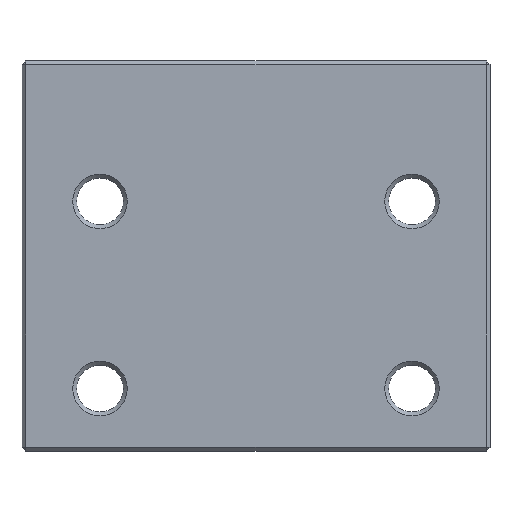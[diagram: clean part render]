
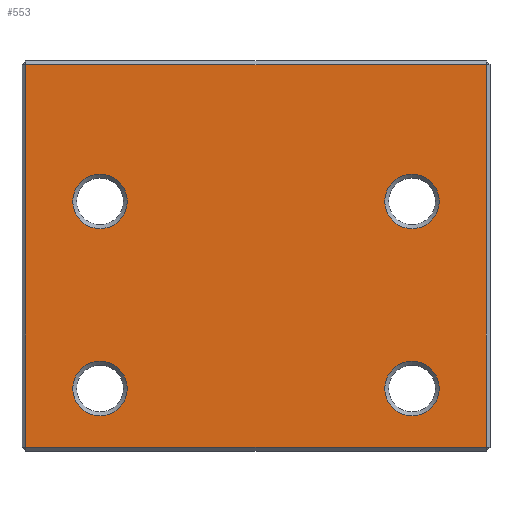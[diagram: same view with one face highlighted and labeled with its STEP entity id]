
A CAD part, top view. The second image highlights one B-rep face of the part: STEP entity #553.
In plain terms, the highlighted planar face has unit normal (0, 0, 1).
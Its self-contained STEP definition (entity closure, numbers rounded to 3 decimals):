
#19=FACE_BOUND('',#100,.T.);
#20=FACE_BOUND('',#101,.T.);
#21=FACE_BOUND('',#102,.T.);
#22=FACE_BOUND('',#103,.T.);
#24=PLANE('',#612);
#57=FACE_OUTER_BOUND('',#99,.T.);
#99=EDGE_LOOP('',(#409,#410,#411,#412));
#100=EDGE_LOOP('',(#413));
#101=EDGE_LOOP('',(#414));
#102=EDGE_LOOP('',(#415));
#103=EDGE_LOOP('',(#416));
#144=LINE('',#858,#204);
#145=LINE('',#860,#205);
#146=LINE('',#862,#206);
#147=LINE('',#863,#207);
#204=VECTOR('',#688,10.);
#205=VECTOR('',#689,10.);
#206=VECTOR('',#690,10.);
#207=VECTOR('',#691,10.);
#263=CIRCLE('',#611,3.5);
#264=CIRCLE('',#613,3.5);
#265=CIRCLE('',#614,3.5);
#266=CIRCLE('',#615,3.5);
#283=VERTEX_POINT('',#852);
#284=VERTEX_POINT('',#856);
#285=VERTEX_POINT('',#857);
#286=VERTEX_POINT('',#859);
#287=VERTEX_POINT('',#861);
#288=VERTEX_POINT('',#864);
#289=VERTEX_POINT('',#866);
#290=VERTEX_POINT('',#868);
#325=EDGE_CURVE('',#283,#283,#263,.T.);
#327=EDGE_CURVE('',#284,#285,#144,.T.);
#328=EDGE_CURVE('',#286,#284,#145,.T.);
#329=EDGE_CURVE('',#287,#286,#146,.T.);
#330=EDGE_CURVE('',#285,#287,#147,.T.);
#331=EDGE_CURVE('',#288,#288,#264,.T.);
#332=EDGE_CURVE('',#289,#289,#265,.T.);
#333=EDGE_CURVE('',#290,#290,#266,.T.);
#409=ORIENTED_EDGE('',*,*,#327,.F.);
#410=ORIENTED_EDGE('',*,*,#328,.F.);
#411=ORIENTED_EDGE('',*,*,#329,.F.);
#412=ORIENTED_EDGE('',*,*,#330,.F.);
#413=ORIENTED_EDGE('',*,*,#331,.F.);
#414=ORIENTED_EDGE('',*,*,#332,.F.);
#415=ORIENTED_EDGE('',*,*,#333,.F.);
#416=ORIENTED_EDGE('',*,*,#325,.F.);
#553=ADVANCED_FACE('',(#57,#19,#20,#21,#22),#24,.T.);
#611=AXIS2_PLACEMENT_3D('',#853,#683,#684);
#612=AXIS2_PLACEMENT_3D('',#855,#686,#687);
#613=AXIS2_PLACEMENT_3D('',#865,#692,#693);
#614=AXIS2_PLACEMENT_3D('',#867,#694,#695);
#615=AXIS2_PLACEMENT_3D('',#869,#696,#697);
#683=DIRECTION('center_axis',(0.,0.,1.));
#684=DIRECTION('ref_axis',(1.,0.,0.));
#686=DIRECTION('center_axis',(0.,0.,1.));
#687=DIRECTION('ref_axis',(1.,0.,0.));
#688=DIRECTION('',(-1.,0.,0.));
#689=DIRECTION('',(0.,-1.,0.));
#690=DIRECTION('',(1.,0.,0.));
#691=DIRECTION('',(0.,1.,0.));
#692=DIRECTION('center_axis',(0.,0.,1.));
#693=DIRECTION('ref_axis',(1.,0.,0.));
#694=DIRECTION('center_axis',(0.,0.,1.));
#695=DIRECTION('ref_axis',(1.,0.,0.));
#696=DIRECTION('center_axis',(0.,0.,1.));
#697=DIRECTION('ref_axis',(1.,0.,0.));
#852=CARTESIAN_POINT('',(16.5,7.,6.));
#853=CARTESIAN_POINT('Origin',(20.,7.,6.));
#855=CARTESIAN_POINT('Origin',(0.,0.,6.));
#856=CARTESIAN_POINT('',(29.5,-24.5,6.));
#857=CARTESIAN_POINT('',(-29.5,-24.5,6.));
#858=CARTESIAN_POINT('',(-15.,-24.5,6.));
#859=CARTESIAN_POINT('',(29.5,24.5,6.));
#860=CARTESIAN_POINT('',(29.5,-12.5,6.));
#861=CARTESIAN_POINT('',(-29.5,24.5,6.));
#862=CARTESIAN_POINT('',(15.,24.5,6.));
#863=CARTESIAN_POINT('',(-29.5,12.5,6.));
#864=CARTESIAN_POINT('',(16.5,-17.,6.));
#865=CARTESIAN_POINT('Origin',(20.,-17.,6.));
#866=CARTESIAN_POINT('',(-23.5,7.,6.));
#867=CARTESIAN_POINT('Origin',(-20.,7.,6.));
#868=CARTESIAN_POINT('',(-23.5,-17.,6.));
#869=CARTESIAN_POINT('Origin',(-20.,-17.,6.));
